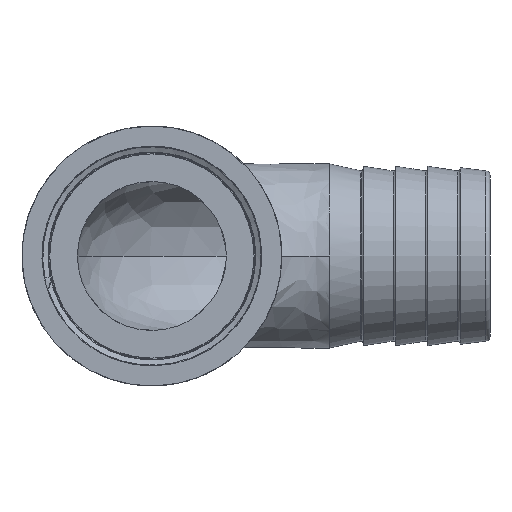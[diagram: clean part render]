
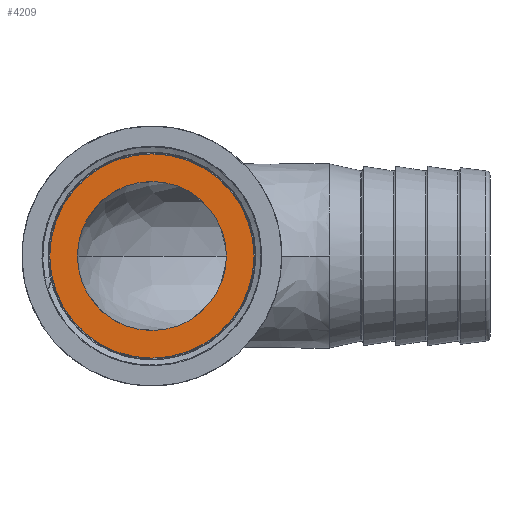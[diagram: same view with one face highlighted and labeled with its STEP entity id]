
A CAD part, front view. The second image highlights one B-rep face of the part: STEP entity #4209.
In plain terms, the highlighted face is planar.
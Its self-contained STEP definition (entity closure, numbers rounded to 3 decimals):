
#1683 = CARTESIAN_POINT ( 'NONE',  ( 1.25, 0., -22.2 ) ) ;
#1688 = CARTESIAN_POINT ( 'NONE',  ( 1.25, 0., 22.2 ) ) ;
#1689 = CARTESIAN_POINT ( 'NONE',  ( 1.25, 0., -16.2 ) ) ;
#1692 = CARTESIAN_POINT ( 'NONE',  ( 1.25, 0., 16.2 ) ) ;
#3543 = CARTESIAN_POINT ( 'NONE',  ( 1.25, 0., -22.2 ) ) ;
#3555 = FACE_OUTER_BOUND ( 'NONE', #11041, .T. ) ;
#3556 = FACE_BOUND ( 'NONE', #10986, .T. ) ;
#3557 = PLANE ( 'NONE',  #4646 ) ;
#3559 = DIRECTION ( 'NONE',  ( -1., 0., 0. ) ) ;
#3560 = DIRECTION ( 'NONE',  ( 0., 0., 1. ) ) ;
#4209 = ADVANCED_FACE ( 'NONE', ( #3555, #3556 ), #3557, .F. ) ;
#4646 = AXIS2_PLACEMENT_3D ( 'NONE', #3543, #3559, #3560 ) ;
#4873 = CIRCLE ( 'NONE', #4877, 22.2 ) ;
#4877 = AXIS2_PLACEMENT_3D ( 'NONE', #9055, #9056, #9057 ) ;
#4878 = CIRCLE ( 'NONE', #4882, 16.2 ) ;
#4882 = AXIS2_PLACEMENT_3D ( 'NONE', #9066, #9067, #9068 ) ;
#4889 = CIRCLE ( 'NONE', #4892, 16.2 ) ;
#4891 = CIRCLE ( 'NONE', #4894, 22.2 ) ;
#4892 = AXIS2_PLACEMENT_3D ( 'NONE', #9082, #9083, #9084 ) ;
#4894 = AXIS2_PLACEMENT_3D ( 'NONE', #9087, #9088, #9089 ) ;
#5292 = VERTEX_POINT ( 'NONE', #1683 ) ;
#5297 = VERTEX_POINT ( 'NONE', #1688 ) ;
#5298 = VERTEX_POINT ( 'NONE', #1689 ) ;
#5301 = VERTEX_POINT ( 'NONE', #1692 ) ;
#5655 = EDGE_CURVE ( 'NONE', #5297, #5292, #4873, .T. ) ;
#5658 = EDGE_CURVE ( 'NONE', #5298, #5301, #4878, .T. ) ;
#5664 = EDGE_CURVE ( 'NONE', #5301, #5298, #4889, .T. ) ;
#5665 = EDGE_CURVE ( 'NONE', #5292, #5297, #4891, .T. ) ;
#7325 = ORIENTED_EDGE ( 'NONE', *, *, #5655, .F. ) ;
#7326 = ORIENTED_EDGE ( 'NONE', *, *, #5665, .F. ) ;
#7327 = ORIENTED_EDGE ( 'NONE', *, *, #5664, .T. ) ;
#7328 = ORIENTED_EDGE ( 'NONE', *, *, #5658, .T. ) ;
#9055 = CARTESIAN_POINT ( 'NONE',  ( 1.25, 0., 0. ) ) ;
#9056 = DIRECTION ( 'NONE',  ( -1., 0., 0. ) ) ;
#9057 = DIRECTION ( 'NONE',  ( 0., 0., 1. ) ) ;
#9066 = CARTESIAN_POINT ( 'NONE',  ( 1.25, 0., 0. ) ) ;
#9067 = DIRECTION ( 'NONE',  ( -1., 0., 0. ) ) ;
#9068 = DIRECTION ( 'NONE',  ( 0., 0., 1. ) ) ;
#9082 = CARTESIAN_POINT ( 'NONE',  ( 1.25, 0., 0. ) ) ;
#9083 = DIRECTION ( 'NONE',  ( -1., 0., 0. ) ) ;
#9084 = DIRECTION ( 'NONE',  ( 0., 0., 1. ) ) ;
#9087 = CARTESIAN_POINT ( 'NONE',  ( 1.25, 0., 0. ) ) ;
#9088 = DIRECTION ( 'NONE',  ( -1., 0., 0. ) ) ;
#9089 = DIRECTION ( 'NONE',  ( 0., 0., 1. ) ) ;
#10986 = EDGE_LOOP ( 'NONE', ( #7327, #7328 ) ) ;
#11041 = EDGE_LOOP ( 'NONE', ( #7325, #7326 ) ) ;
